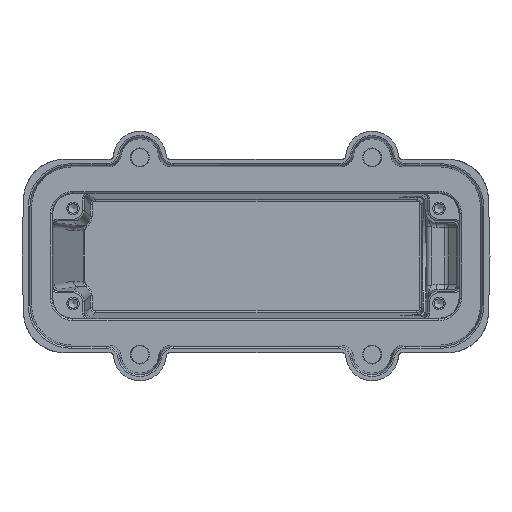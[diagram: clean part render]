
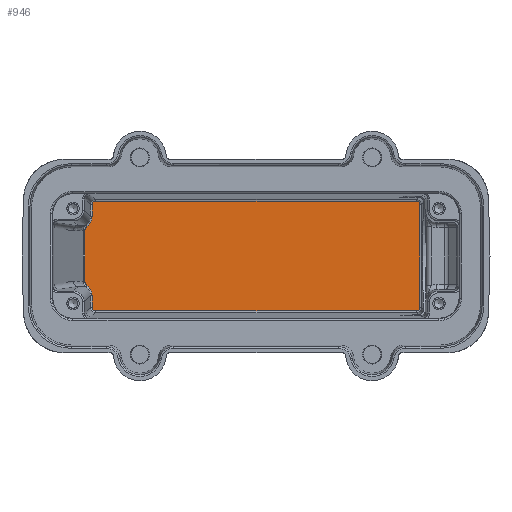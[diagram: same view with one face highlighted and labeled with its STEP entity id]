
A CAD part, front view. The second image highlights one B-rep face of the part: STEP entity #946.
In plain terms, the highlighted planar face has unit normal (0, -1, 0).
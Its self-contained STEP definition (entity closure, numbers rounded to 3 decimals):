
#662=PLANE('',#11321);
#946=ADVANCED_FACE('',(#1858),#662,.F.);
#1858=FACE_OUTER_BOUND('',#2474,.T.);
#2474=EDGE_LOOP('',(#3874,#3875,#3876,#3877,#3878,#3879,#3880,#3881,#3882,
#3883,#3884,#3885,#3886,#3887));
#3237=ELLIPSE('',#11315,3.502,3.5);
#3238=ELLIPSE('',#11316,3.502,3.5);
#3239=ELLIPSE('',#11317,1.001,1.);
#3240=ELLIPSE('',#11318,1.001,1.);
#3241=ELLIPSE('',#11319,1.001,1.);
#3242=ELLIPSE('',#11320,1.001,1.);
#3267=B_SPLINE_CURVE_WITH_KNOTS('',3,(#15059,#15060,#15061,#15062,#15063,
#15064,#15065,#15066,#15067,#15068),.UNSPECIFIED.,.F.,.F.,(4,3,3,4),(0.,
0.347,0.694,1.),.UNSPECIFIED.);
#3268=B_SPLINE_CURVE_WITH_KNOTS('',3,(#15072,#15073,#15074,#15075,#15076,
#15077,#15078,#15079,#15080,#15081),.UNSPECIFIED.,.F.,.F.,(4,3,3,4),(0.,
0.339,0.678,1.),.UNSPECIFIED.);
#3874=ORIENTED_EDGE('',*,*,#8180,.T.);
#3875=ORIENTED_EDGE('',*,*,#8181,.T.);
#3876=ORIENTED_EDGE('',*,*,#8182,.T.);
#3877=ORIENTED_EDGE('',*,*,#8183,.T.);
#3878=ORIENTED_EDGE('',*,*,#8184,.T.);
#3879=ORIENTED_EDGE('',*,*,#8185,.T.);
#3880=ORIENTED_EDGE('',*,*,#8186,.T.);
#3881=ORIENTED_EDGE('',*,*,#8187,.T.);
#3882=ORIENTED_EDGE('',*,*,#8188,.T.);
#3883=ORIENTED_EDGE('',*,*,#8189,.T.);
#3884=ORIENTED_EDGE('',*,*,#8190,.T.);
#3885=ORIENTED_EDGE('',*,*,#8191,.T.);
#3886=ORIENTED_EDGE('',*,*,#8192,.T.);
#3887=ORIENTED_EDGE('',*,*,#8193,.T.);
#7144=VERTEX_POINT('',#15057);
#7145=VERTEX_POINT('',#15058);
#7146=VERTEX_POINT('',#15069);
#7147=VERTEX_POINT('',#15071);
#7148=VERTEX_POINT('',#15082);
#7149=VERTEX_POINT('',#15084);
#7150=VERTEX_POINT('',#15086);
#7151=VERTEX_POINT('',#15088);
#7152=VERTEX_POINT('',#15090);
#7153=VERTEX_POINT('',#15092);
#7154=VERTEX_POINT('',#15094);
#7155=VERTEX_POINT('',#15096);
#7156=VERTEX_POINT('',#15098);
#7157=VERTEX_POINT('',#15100);
#8180=EDGE_CURVE('',#7144,#7145,#3237,.T.);
#8181=EDGE_CURVE('',#7145,#7146,#3267,.T.);
#8182=EDGE_CURVE('',#7146,#7147,#9803,.T.);
#8183=EDGE_CURVE('',#7147,#7148,#3268,.T.);
#8184=EDGE_CURVE('',#7148,#7149,#3238,.T.);
#8185=EDGE_CURVE('',#7149,#7150,#9804,.T.);
#8186=EDGE_CURVE('',#7150,#7151,#3239,.T.);
#8187=EDGE_CURVE('',#7151,#7152,#9805,.T.);
#8188=EDGE_CURVE('',#7152,#7153,#3240,.T.);
#8189=EDGE_CURVE('',#7153,#7154,#9806,.T.);
#8190=EDGE_CURVE('',#7154,#7155,#3241,.T.);
#8191=EDGE_CURVE('',#7155,#7156,#9807,.T.);
#8192=EDGE_CURVE('',#7156,#7157,#3242,.T.);
#8193=EDGE_CURVE('',#7157,#7144,#9808,.T.);
#9803=LINE('',#15070,#10562);
#9804=LINE('',#15085,#10563);
#9805=LINE('',#15089,#10564);
#9806=LINE('',#15093,#10565);
#9807=LINE('',#15097,#10566);
#9808=LINE('',#15101,#10567);
#10562=VECTOR('',#12285,1.);
#10563=VECTOR('',#12288,1.);
#10564=VECTOR('',#12291,1.);
#10565=VECTOR('',#12294,1.);
#10566=VECTOR('',#12297,1.);
#10567=VECTOR('',#12300,1.);
#11315=AXIS2_PLACEMENT_3D('',#15056,#12283,#12284);
#11316=AXIS2_PLACEMENT_3D('',#15083,#12286,#12287);
#11317=AXIS2_PLACEMENT_3D('',#15087,#12289,#12290);
#11318=AXIS2_PLACEMENT_3D('',#15091,#12292,#12293);
#11319=AXIS2_PLACEMENT_3D('',#15095,#12295,#12296);
#11320=AXIS2_PLACEMENT_3D('',#15099,#12298,#12299);
#11321=AXIS2_PLACEMENT_3D('',#15102,#12301,#12302);
#12283=DIRECTION('',(0.,1.,0.));
#12284=DIRECTION('',(-0.707,0.,0.707));
#12285=DIRECTION('',(0.,0.,-1.));
#12286=DIRECTION('',(0.,1.,0.));
#12287=DIRECTION('',(-0.707,0.,-0.707));
#12288=DIRECTION('',(0.,0.,-1.));
#12289=DIRECTION('',(0.,-1.,0.));
#12290=DIRECTION('',(-0.707,0.,-0.707));
#12291=DIRECTION('',(1.,0.,0.));
#12292=DIRECTION('',(0.,-1.,0.));
#12293=DIRECTION('',(-0.707,0.,0.707));
#12294=DIRECTION('',(0.,0.,1.));
#12295=DIRECTION('',(0.,-1.,0.));
#12296=DIRECTION('',(0.707,0.,0.707));
#12297=DIRECTION('',(-1.,0.,0.));
#12298=DIRECTION('',(0.,-1.,0.));
#12299=DIRECTION('',(0.707,0.,-0.707));
#12300=DIRECTION('',(0.,0.,-1.));
#12301=DIRECTION('',(0.,1.,0.));
#12302=DIRECTION('',(-1.,0.,0.));
#15056=CARTESIAN_POINT('',(-50.089,67.8,11.239));
#15057=CARTESIAN_POINT('',(-46.588,67.8,11.236));
#15058=CARTESIAN_POINT('',(-48.149,67.8,8.322));
#15059=CARTESIAN_POINT('',(-48.149,67.8,8.322));
#15060=CARTESIAN_POINT('',(-48.245,67.8,8.259));
#15061=CARTESIAN_POINT('',(-48.331,67.8,8.178));
#15062=CARTESIAN_POINT('',(-48.4,67.8,8.087));
#15063=CARTESIAN_POINT('',(-48.469,67.8,7.995));
#15064=CARTESIAN_POINT('',(-48.524,67.8,7.89));
#15065=CARTESIAN_POINT('',(-48.558,67.8,7.781));
#15066=CARTESIAN_POINT('',(-48.589,67.8,7.684));
#15067=CARTESIAN_POINT('',(-48.605,67.8,7.582));
#15068=CARTESIAN_POINT('',(-48.605,67.8,7.48));
#15069=CARTESIAN_POINT('',(-48.605,67.8,7.48));
#15070=CARTESIAN_POINT('',(-48.605,67.8,0.));
#15071=CARTESIAN_POINT('',(-48.605,67.8,-7.48));
#15072=CARTESIAN_POINT('',(-48.605,67.8,-7.48));
#15073=CARTESIAN_POINT('',(-48.605,67.8,-7.592));
#15074=CARTESIAN_POINT('',(-48.585,67.8,-7.706));
#15075=CARTESIAN_POINT('',(-48.548,67.8,-7.812));
#15076=CARTESIAN_POINT('',(-48.511,67.8,-7.918));
#15077=CARTESIAN_POINT('',(-48.455,67.8,-8.018));
#15078=CARTESIAN_POINT('',(-48.385,67.8,-8.106));
#15079=CARTESIAN_POINT('',(-48.319,67.8,-8.189));
#15080=CARTESIAN_POINT('',(-48.238,67.8,-8.263));
#15081=CARTESIAN_POINT('',(-48.15,67.8,-8.322));
#15082=CARTESIAN_POINT('',(-48.15,67.8,-8.322));
#15083=CARTESIAN_POINT('',(-50.089,67.8,-11.239));
#15084=CARTESIAN_POINT('',(-46.588,67.8,-11.236));
#15085=CARTESIAN_POINT('',(-46.588,67.8,0.));
#15086=CARTESIAN_POINT('',(-46.588,67.8,-14.623));
#15087=CARTESIAN_POINT('',(-45.587,67.8,-14.623));
#15088=CARTESIAN_POINT('',(-45.588,67.8,-15.623));
#15089=CARTESIAN_POINT('',(-25.079,67.8,-15.623));
#15090=CARTESIAN_POINT('',(45.588,67.8,-15.623));
#15091=CARTESIAN_POINT('',(45.587,67.8,-14.623));
#15092=CARTESIAN_POINT('',(46.588,67.8,-14.623));
#15093=CARTESIAN_POINT('',(46.588,67.8,14.611));
#15094=CARTESIAN_POINT('',(46.588,67.8,14.623));
#15095=CARTESIAN_POINT('',(45.587,67.8,14.623));
#15096=CARTESIAN_POINT('',(45.588,67.8,15.623));
#15097=CARTESIAN_POINT('',(-45.575,67.8,15.623));
#15098=CARTESIAN_POINT('',(-45.588,67.8,15.623));
#15099=CARTESIAN_POINT('',(-45.587,67.8,14.623));
#15100=CARTESIAN_POINT('',(-46.588,67.8,14.623));
#15101=CARTESIAN_POINT('',(-46.588,67.8,0.));
#15102=CARTESIAN_POINT('',(-25.079,67.8,0.));
